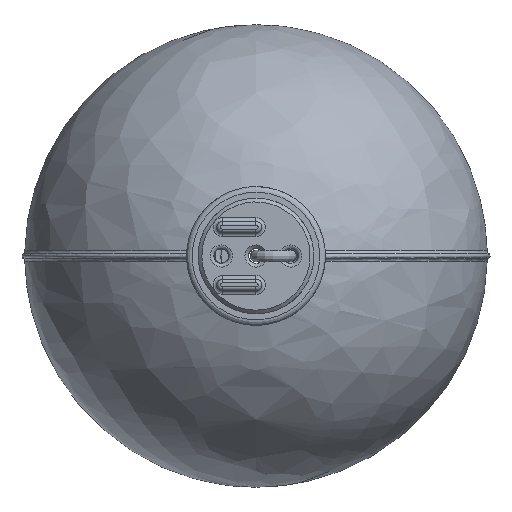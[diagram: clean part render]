
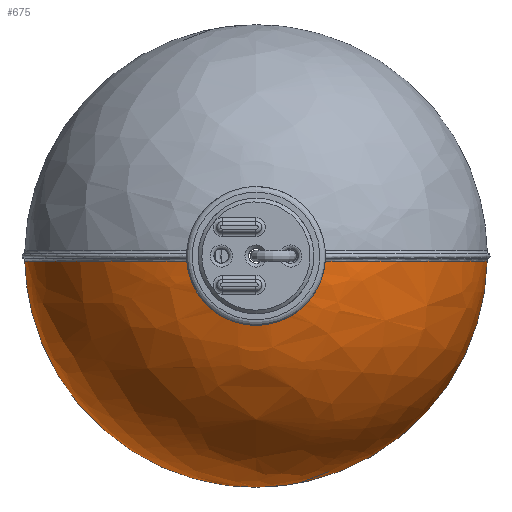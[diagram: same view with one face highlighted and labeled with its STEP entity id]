
A CAD part, front view. The second image highlights one B-rep face of the part: STEP entity #675.
In plain terms, the highlighted free-form (B-spline) face has degree [2, 2] with [5, 3] control points.
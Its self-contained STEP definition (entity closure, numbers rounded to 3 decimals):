
#628 = VERTEX_POINT('',#629);
#629 = CARTESIAN_POINT('',(3.593,-13.917,0.));
#649 = VERTEX_POINT('',#650);
#650 = CARTESIAN_POINT('',(-3.592,-13.913,
    -0.328));
#658 = EDGE_CURVE('',#649,#659,#661,.T.);
#659 = VERTEX_POINT('',#660);
#660 = CARTESIAN_POINT('',(-3.593,-13.917,0.));
#661 = ( BOUNDED_CURVE() B_SPLINE_CURVE(2,(#662,#663,#664),
.UNSPECIFIED.,.F.,.F.) B_SPLINE_CURVE_WITH_KNOTS((3,3),(3.119,
3.142),.PIECEWISE_BEZIER_KNOTS.) CURVE() 
GEOMETRIC_REPRESENTATION_ITEM() RATIONAL_B_SPLINE_CURVE((1.,
1.,1.)) REPRESENTATION_ITEM('') );
#662 = CARTESIAN_POINT('',(-3.592,-13.913,
    -0.328));
#663 = CARTESIAN_POINT('',(-3.593,-13.917,
    -0.164));
#664 = CARTESIAN_POINT('',(-3.593,-13.917,
    0.));
#675 = ADVANCED_FACE('',(#676),#725,.T.);
#676 = FACE_BOUND('',#677,.T.);
#677 = EDGE_LOOP('',(#678,#688,#696,#704,#710,#718,#719));
#678 = ORIENTED_EDGE('',*,*,#679,.F.);
#679 = EDGE_CURVE('',#680,#682,#684,.T.);
#680 = VERTEX_POINT('',#681);
#681 = CARTESIAN_POINT('',(0.,0.,-14.373));
#682 = VERTEX_POINT('',#683);
#683 = CARTESIAN_POINT('',(-14.369,0.,
    -0.328));
#684 = ( BOUNDED_CURVE() B_SPLINE_CURVE(2,(#685,#686,#687),
.UNSPECIFIED.,.F.,.F.) B_SPLINE_CURVE_WITH_KNOTS((3,3),(3.142,
4.69),.PIECEWISE_BEZIER_KNOTS.) CURVE() 
GEOMETRIC_REPRESENTATION_ITEM() RATIONAL_B_SPLINE_CURVE((1.,
0.715,1.)) REPRESENTATION_ITEM('') );
#685 = CARTESIAN_POINT('',(0.,0.,-14.373));
#686 = CARTESIAN_POINT('',(-14.049,0.,-14.373));
#687 = CARTESIAN_POINT('',(-14.369,0.,-0.328));
#688 = ORIENTED_EDGE('',*,*,#689,.F.);
#689 = EDGE_CURVE('',#690,#680,#692,.T.);
#690 = VERTEX_POINT('',#691);
#691 = CARTESIAN_POINT('',(14.369,0.,
    -0.328));
#692 = ( BOUNDED_CURVE() B_SPLINE_CURVE(2,(#693,#694,#695),
.UNSPECIFIED.,.F.,.F.) B_SPLINE_CURVE_WITH_KNOTS((3,3),(1.594,
3.142),.PIECEWISE_BEZIER_KNOTS.) CURVE() 
GEOMETRIC_REPRESENTATION_ITEM() RATIONAL_B_SPLINE_CURVE((1.,
0.715,1.)) REPRESENTATION_ITEM('') );
#693 = CARTESIAN_POINT('',(14.369,0.,-0.328));
#694 = CARTESIAN_POINT('',(14.049,0.,-14.373));
#695 = CARTESIAN_POINT('',(0.,0.,-14.373));
#696 = ORIENTED_EDGE('',*,*,#697,.F.);
#697 = EDGE_CURVE('',#698,#690,#700,.T.);
#698 = VERTEX_POINT('',#699);
#699 = CARTESIAN_POINT('',(3.592,-13.913,-0.328
    ));
#700 = ( BOUNDED_CURVE() B_SPLINE_CURVE(2,(#701,#702,#703),
.UNSPECIFIED.,.F.,.F.) B_SPLINE_CURVE_WITH_KNOTS((3,3),(4.965,
6.283),.PIECEWISE_BEZIER_KNOTS.) CURVE() 
GEOMETRIC_REPRESENTATION_ITEM() RATIONAL_B_SPLINE_CURVE((1.,
0.791,1.)) REPRESENTATION_ITEM('') );
#701 = CARTESIAN_POINT('',(3.592,-13.913,-0.328
    ));
#702 = CARTESIAN_POINT('',(14.369,-11.131,
    -0.328));
#703 = CARTESIAN_POINT('',(14.369,0.,
    -0.328));
#704 = ORIENTED_EDGE('',*,*,#705,.F.);
#705 = EDGE_CURVE('',#628,#698,#706,.T.);
#706 = ( BOUNDED_CURVE() B_SPLINE_CURVE(2,(#707,#708,#709),
.UNSPECIFIED.,.F.,.F.) B_SPLINE_CURVE_WITH_KNOTS((3,3),(0.,
0.023),.PIECEWISE_BEZIER_KNOTS.) CURVE() 
GEOMETRIC_REPRESENTATION_ITEM() RATIONAL_B_SPLINE_CURVE((1.,
1.,1.)) REPRESENTATION_ITEM('') );
#707 = CARTESIAN_POINT('',(3.593,-13.917,0.));
#708 = CARTESIAN_POINT('',(3.593,-13.917,
    -0.164));
#709 = CARTESIAN_POINT('',(3.592,-13.913,-0.328
    ));
#710 = ORIENTED_EDGE('',*,*,#711,.T.);
#711 = EDGE_CURVE('',#628,#659,#712,.T.);
#712 = ( BOUNDED_CURVE() B_SPLINE_CURVE(2,(#713,#714,#715,#716,#717),
.UNSPECIFIED.,.F.,.F.) B_SPLINE_CURVE_WITH_KNOTS((3,2,3),(1.571
,3.142,4.712),.PIECEWISE_BEZIER_KNOTS.) CURVE() 
GEOMETRIC_REPRESENTATION_ITEM() RATIONAL_B_SPLINE_CURVE((1.,
0.707,1.,0.707,1.)) REPRESENTATION_ITEM('') );
#713 = CARTESIAN_POINT('',(3.593,-13.917,
    0.));
#714 = CARTESIAN_POINT('',(3.593,-13.917,
    -3.593));
#715 = CARTESIAN_POINT('',(0.,-13.917,
    -3.593));
#716 = CARTESIAN_POINT('',(-3.593,-13.917,
    -3.593));
#717 = CARTESIAN_POINT('',(-3.593,-13.917,
    0.));
#718 = ORIENTED_EDGE('',*,*,#658,.F.);
#719 = ORIENTED_EDGE('',*,*,#720,.F.);
#720 = EDGE_CURVE('',#682,#649,#721,.T.);
#721 = ( BOUNDED_CURVE() B_SPLINE_CURVE(2,(#722,#723,#724),
.UNSPECIFIED.,.F.,.F.) B_SPLINE_CURVE_WITH_KNOTS((3,3),(3.142,
4.46),.PIECEWISE_BEZIER_KNOTS.) CURVE() 
GEOMETRIC_REPRESENTATION_ITEM() RATIONAL_B_SPLINE_CURVE((1.,
0.791,1.)) REPRESENTATION_ITEM('') );
#722 = CARTESIAN_POINT('',(-14.369,0.,
    -0.328));
#723 = CARTESIAN_POINT('',(-14.369,-11.131,
    -0.328));
#724 = CARTESIAN_POINT('',(-3.592,-13.913,
    -0.328));
#725 = ( BOUNDED_SURFACE() B_SPLINE_SURFACE(2,2,(
    (#726,#727,#728)
    ,(#729,#730,#731)
    ,(#732,#733,#734)
    ,(#735,#736,#737)
    ,(#738,#739,#740
)),.UNSPECIFIED.,.F.,.F.,.F.) B_SPLINE_SURFACE_WITH_KNOTS((3,2,3),(3,3),
  (3.142,4.712,6.283),(0.,
    1.571),.PIECEWISE_BEZIER_KNOTS.) 
GEOMETRIC_REPRESENTATION_ITEM() RATIONAL_B_SPLINE_SURFACE((
    (1.,0.707,1.)
    ,(0.707,0.5,0.707)
    ,(1.,0.707,1.)
    ,(0.707,0.5,0.707)
,(1.,0.707,1.))) REPRESENTATION_ITEM('') SURFACE() );
#726 = CARTESIAN_POINT('',(14.373,0.,
    0.));
#727 = CARTESIAN_POINT('',(14.373,0.,
    -14.373));
#728 = CARTESIAN_POINT('',(0.,0.,
    -14.373));
#729 = CARTESIAN_POINT('',(14.373,-14.373,
    0.));
#730 = CARTESIAN_POINT('',(14.373,-14.373,
    -14.373));
#731 = CARTESIAN_POINT('',(0.,0.,
    -14.373));
#732 = CARTESIAN_POINT('',(0.,-14.373,
    0.));
#733 = CARTESIAN_POINT('',(0.,-14.373,
    -14.373));
#734 = CARTESIAN_POINT('',(0.,0.,
    -14.373));
#735 = CARTESIAN_POINT('',(-14.373,-14.373,
    0.));
#736 = CARTESIAN_POINT('',(-14.373,-14.373,
    -14.373));
#737 = CARTESIAN_POINT('',(0.,0.,
    -14.373));
#738 = CARTESIAN_POINT('',(-14.373,0.,
    0.));
#739 = CARTESIAN_POINT('',(-14.373,0.,
    -14.373));
#740 = CARTESIAN_POINT('',(0.,0.,
    -14.373));
